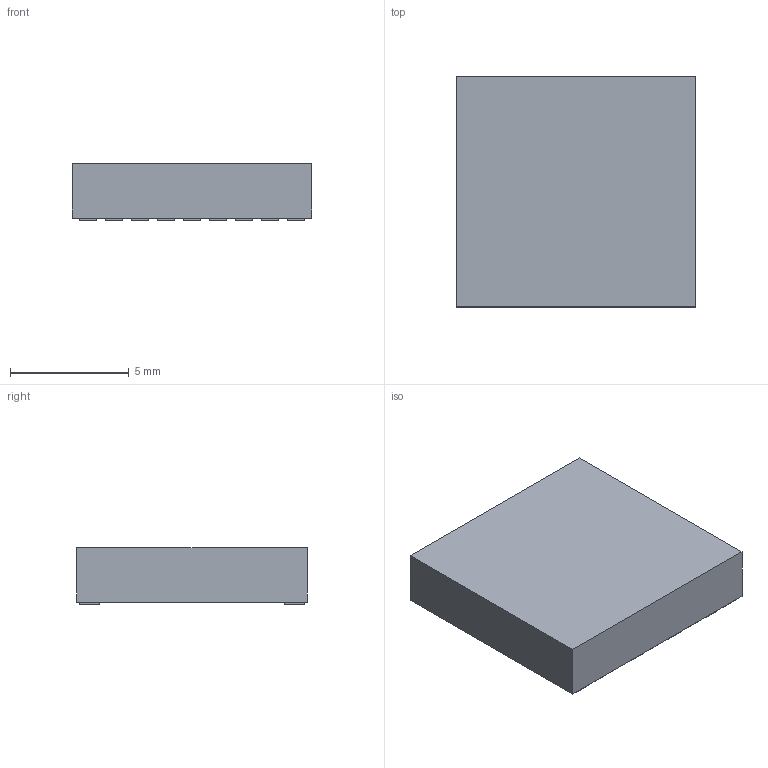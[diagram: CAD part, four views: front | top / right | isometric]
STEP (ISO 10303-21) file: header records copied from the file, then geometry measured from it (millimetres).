
FILE_DESCRIPTION(('FreeCAD Model'),'2;1');
FILE_NAME('17059836.2.3.stp','2023-04-20T08:24:07',( 'Author'),(''),'Open CASCADE STEP processor 6.9','FreeCAD','Unknown' );
FILE_SCHEMA(('AUTOMOTIVE_DESIGN { 1 0 10303 214 1 1 1 1 }'));
Length unit declared in the file: millimetre
Products named in the file (3): ASSEMBLY; Body; Pins
Assembly tree (2 placements, depth 2):
  ASSEMBLY
    Body
    Pins
Bounding box: 10.1 x 9.7 x 2.4 mm (x, y, z)
Volume: 226.5 mm3; surface area: 315.3 mm2
Topology: 19 solids, 19 shells, 114 faces, 228 edges, 152 vertices
Faces by surface type: plane 114
Entity records: 6041 total; most frequent: CARTESIAN_POINT 953, DIRECTION 918, LINE 684, VECTOR 684, ORIENTED_EDGE 456, PCURVE 456, DEFINITIONAL_REPRESENTATION 456, EDGE_CURVE 228
